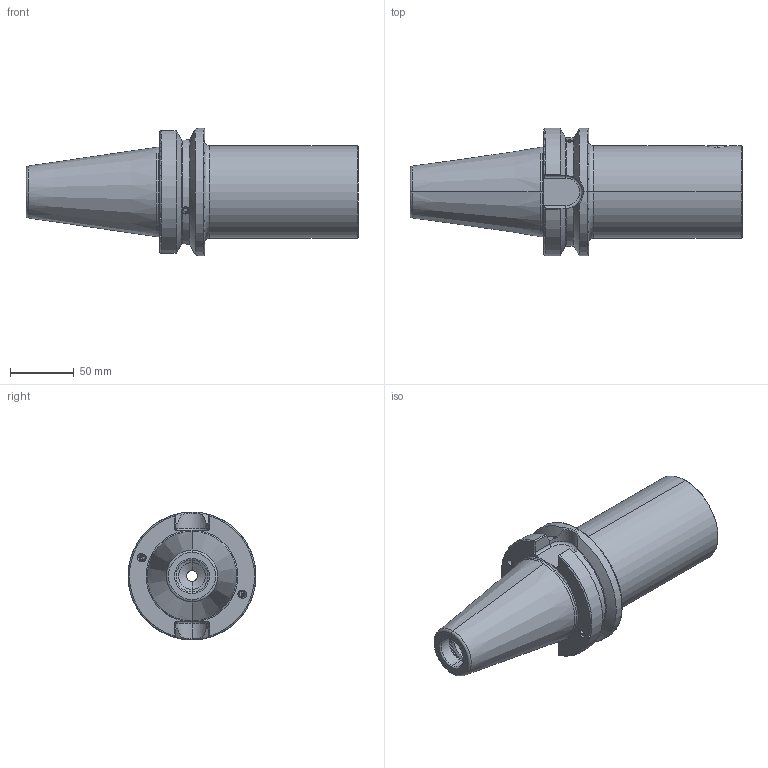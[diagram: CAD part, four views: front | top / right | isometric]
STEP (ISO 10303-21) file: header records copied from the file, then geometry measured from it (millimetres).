
FILE_DESCRIPTION (( 'STEP AP203' ), '1' );
FILE_NAME ('102.512.722.STEP', '2018-03-12T08:56:20', ( 'SWIAdmin' ), ( 'Hewlett-Packard Company' ), 'SwSTEP 2.0', 'SolidWorks 2017', '' );
FILE_SCHEMA (( 'CONFIG_CONTROL_DESIGN' ));
Length unit declared in the file: millimetre
Products named in the file (5): ISO 4026 - M5 x 5_PreviewCfg; ISO 4026 - M6 x 5_PreviewCfg; 102.512.722; BB5-MB7.K01.158_C; MB7-ER1.001.022_A
Assembly tree (6 placements, depth 2):
  102.512.722
    BB5-MB7.K01.158_C
    MB7-ER1.001.022_A
    ISO 4026 - M5 x 5_PreviewCfg  x2
    ISO 4026 - M6 x 5_PreviewCfg  x2
Bounding box: 259.8 x 100 x 100 mm (x, y, z)
Volume: 892365.1 mm3; surface area: 88665.4 mm2
Topology: 6 solids, 6 shells, 232 faces, 546 edges, 332 vertices
Faces by surface type: plane 79, cylinder 70, cone 54, torus 27, bspline 2
Entity records: 7263 total; most frequent: CARTESIAN_POINT 2058, DIRECTION 992, ORIENTED_EDGE 960, EDGE_CURVE 480, AXIS2_PLACEMENT_3D 394, VERTEX_POINT 292, EDGE_LOOP 220, LINE 204
